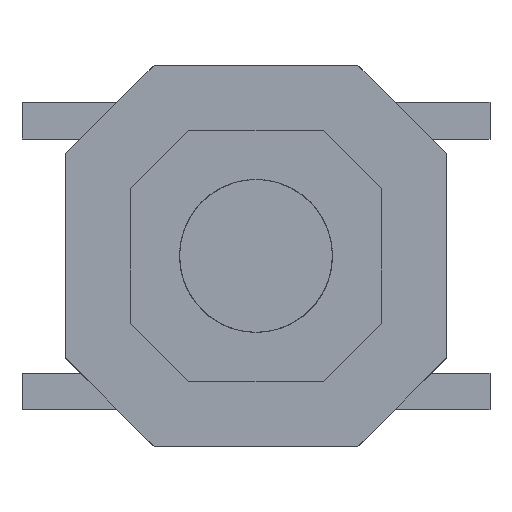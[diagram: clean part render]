
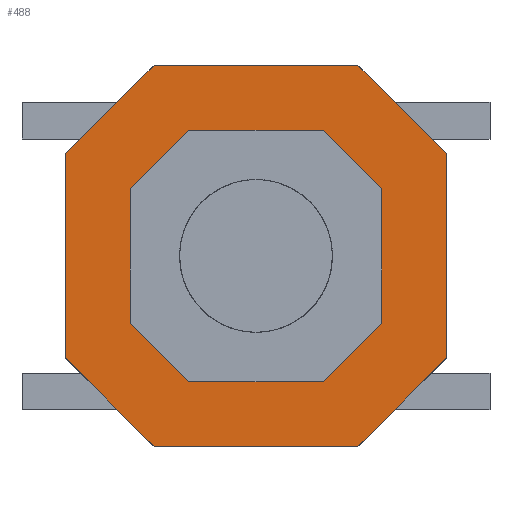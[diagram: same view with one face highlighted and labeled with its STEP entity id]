
A CAD part, top view. The second image highlights one B-rep face of the part: STEP entity #488.
In plain terms, the highlighted free-form (B-spline) face has degree [1, 1] with [2, 2] control points.
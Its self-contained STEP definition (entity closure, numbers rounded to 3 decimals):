
#488 = ADVANCED_FACE('',(#489,#547),#605,.T.);
#489 = FACE_BOUND('',#490,.T.);
#490 = EDGE_LOOP('',(#491,#500,#507,#514,#521,#528,#535,#542));
#491 = ORIENTED_EDGE('',*,*,#492,.F.);
#492 = EDGE_CURVE('',#493,#495,#497,.T.);
#493 = VERTEX_POINT('',#494);
#494 = CARTESIAN_POINT('',(-1.395,2.6,0.85));
#495 = VERTEX_POINT('',#496);
#496 = CARTESIAN_POINT('',(1.395,2.6,0.85));
#497 = B_SPLINE_CURVE_WITH_KNOTS('',1,(#498,#499),.UNSPECIFIED.,.F.,.F.,
  (2,2),(0.,1.),.PIECEWISE_BEZIER_KNOTS.);
#498 = CARTESIAN_POINT('',(-1.395,2.6,0.85));
#499 = CARTESIAN_POINT('',(1.395,2.6,0.85));
#500 = ORIENTED_EDGE('',*,*,#501,.F.);
#501 = EDGE_CURVE('',#502,#493,#504,.T.);
#502 = VERTEX_POINT('',#503);
#503 = CARTESIAN_POINT('',(-2.6,1.395,0.85));
#504 = B_SPLINE_CURVE_WITH_KNOTS('',1,(#505,#506),.UNSPECIFIED.,.F.,.F.,
  (2,2),(0.,1.),.PIECEWISE_BEZIER_KNOTS.);
#505 = CARTESIAN_POINT('',(-2.6,1.395,0.85));
#506 = CARTESIAN_POINT('',(-1.395,2.6,0.85));
#507 = ORIENTED_EDGE('',*,*,#508,.F.);
#508 = EDGE_CURVE('',#509,#502,#511,.T.);
#509 = VERTEX_POINT('',#510);
#510 = CARTESIAN_POINT('',(-2.6,-1.395,0.85));
#511 = B_SPLINE_CURVE_WITH_KNOTS('',1,(#512,#513),.UNSPECIFIED.,.F.,.F.,
  (2,2),(0.,1.),.PIECEWISE_BEZIER_KNOTS.);
#512 = CARTESIAN_POINT('',(-2.6,-1.395,0.85));
#513 = CARTESIAN_POINT('',(-2.6,1.395,0.85));
#514 = ORIENTED_EDGE('',*,*,#515,.F.);
#515 = EDGE_CURVE('',#516,#509,#518,.T.);
#516 = VERTEX_POINT('',#517);
#517 = CARTESIAN_POINT('',(-1.395,-2.6,0.85));
#518 = B_SPLINE_CURVE_WITH_KNOTS('',1,(#519,#520),.UNSPECIFIED.,.F.,.F.,
  (2,2),(0.,1.),.PIECEWISE_BEZIER_KNOTS.);
#519 = CARTESIAN_POINT('',(-1.395,-2.6,0.85));
#520 = CARTESIAN_POINT('',(-2.6,-1.395,0.85));
#521 = ORIENTED_EDGE('',*,*,#522,.F.);
#522 = EDGE_CURVE('',#523,#516,#525,.T.);
#523 = VERTEX_POINT('',#524);
#524 = CARTESIAN_POINT('',(1.395,-2.6,0.85));
#525 = B_SPLINE_CURVE_WITH_KNOTS('',1,(#526,#527),.UNSPECIFIED.,.F.,.F.,
  (2,2),(0.,1.),.PIECEWISE_BEZIER_KNOTS.);
#526 = CARTESIAN_POINT('',(1.395,-2.6,0.85));
#527 = CARTESIAN_POINT('',(-1.395,-2.6,0.85));
#528 = ORIENTED_EDGE('',*,*,#529,.F.);
#529 = EDGE_CURVE('',#530,#523,#532,.T.);
#530 = VERTEX_POINT('',#531);
#531 = CARTESIAN_POINT('',(2.6,-1.395,0.85));
#532 = B_SPLINE_CURVE_WITH_KNOTS('',1,(#533,#534),.UNSPECIFIED.,.F.,.F.,
  (2,2),(0.,1.),.PIECEWISE_BEZIER_KNOTS.);
#533 = CARTESIAN_POINT('',(2.6,-1.395,0.85));
#534 = CARTESIAN_POINT('',(1.395,-2.6,0.85));
#535 = ORIENTED_EDGE('',*,*,#536,.F.);
#536 = EDGE_CURVE('',#537,#530,#539,.T.);
#537 = VERTEX_POINT('',#538);
#538 = CARTESIAN_POINT('',(2.6,1.395,0.85));
#539 = B_SPLINE_CURVE_WITH_KNOTS('',1,(#540,#541),.UNSPECIFIED.,.F.,.F.,
  (2,2),(0.,1.),.PIECEWISE_BEZIER_KNOTS.);
#540 = CARTESIAN_POINT('',(2.6,1.395,0.85));
#541 = CARTESIAN_POINT('',(2.6,-1.395,0.85));
#542 = ORIENTED_EDGE('',*,*,#543,.F.);
#543 = EDGE_CURVE('',#495,#537,#544,.T.);
#544 = B_SPLINE_CURVE_WITH_KNOTS('',1,(#545,#546),.UNSPECIFIED.,.F.,.F.,
  (2,2),(0.,1.),.PIECEWISE_BEZIER_KNOTS.);
#545 = CARTESIAN_POINT('',(1.395,2.6,0.85));
#546 = CARTESIAN_POINT('',(2.6,1.395,0.85));
#547 = FACE_BOUND('',#548,.T.);
#548 = EDGE_LOOP('',(#549,#558,#565,#572,#579,#586,#593,#600));
#549 = ORIENTED_EDGE('',*,*,#550,.F.);
#550 = EDGE_CURVE('',#551,#553,#555,.T.);
#551 = VERTEX_POINT('',#552);
#552 = CARTESIAN_POINT('',(-0.923,-1.72,0.85));
#553 = VERTEX_POINT('',#554);
#554 = CARTESIAN_POINT('',(0.923,-1.72,0.85));
#555 = B_SPLINE_CURVE_WITH_KNOTS('',1,(#556,#557),.UNSPECIFIED.,.F.,.F.,
  (2,2),(0.,1.),.PIECEWISE_BEZIER_KNOTS.);
#556 = CARTESIAN_POINT('',(-0.923,-1.72,0.85));
#557 = CARTESIAN_POINT('',(0.923,-1.72,0.85));
#558 = ORIENTED_EDGE('',*,*,#559,.F.);
#559 = EDGE_CURVE('',#560,#551,#562,.T.);
#560 = VERTEX_POINT('',#561);
#561 = CARTESIAN_POINT('',(-1.72,-0.923,0.85));
#562 = B_SPLINE_CURVE_WITH_KNOTS('',1,(#563,#564),.UNSPECIFIED.,.F.,.F.,
  (2,2),(0.,1.),.PIECEWISE_BEZIER_KNOTS.);
#563 = CARTESIAN_POINT('',(-1.72,-0.923,0.85));
#564 = CARTESIAN_POINT('',(-0.923,-1.72,0.85));
#565 = ORIENTED_EDGE('',*,*,#566,.F.);
#566 = EDGE_CURVE('',#567,#560,#569,.T.);
#567 = VERTEX_POINT('',#568);
#568 = CARTESIAN_POINT('',(-1.72,0.923,0.85));
#569 = B_SPLINE_CURVE_WITH_KNOTS('',1,(#570,#571),.UNSPECIFIED.,.F.,.F.,
  (2,2),(0.,1.),.PIECEWISE_BEZIER_KNOTS.);
#570 = CARTESIAN_POINT('',(-1.72,0.923,0.85));
#571 = CARTESIAN_POINT('',(-1.72,-0.923,0.85));
#572 = ORIENTED_EDGE('',*,*,#573,.F.);
#573 = EDGE_CURVE('',#574,#567,#576,.T.);
#574 = VERTEX_POINT('',#575);
#575 = CARTESIAN_POINT('',(-0.923,1.72,0.85));
#576 = B_SPLINE_CURVE_WITH_KNOTS('',1,(#577,#578),.UNSPECIFIED.,.F.,.F.,
  (2,2),(0.,1.),.PIECEWISE_BEZIER_KNOTS.);
#577 = CARTESIAN_POINT('',(-0.923,1.72,0.85));
#578 = CARTESIAN_POINT('',(-1.72,0.923,0.85));
#579 = ORIENTED_EDGE('',*,*,#580,.F.);
#580 = EDGE_CURVE('',#581,#574,#583,.T.);
#581 = VERTEX_POINT('',#582);
#582 = CARTESIAN_POINT('',(0.923,1.72,0.85));
#583 = B_SPLINE_CURVE_WITH_KNOTS('',1,(#584,#585),.UNSPECIFIED.,.F.,.F.,
  (2,2),(0.,1.),.PIECEWISE_BEZIER_KNOTS.);
#584 = CARTESIAN_POINT('',(0.923,1.72,0.85));
#585 = CARTESIAN_POINT('',(-0.923,1.72,0.85));
#586 = ORIENTED_EDGE('',*,*,#587,.F.);
#587 = EDGE_CURVE('',#588,#581,#590,.T.);
#588 = VERTEX_POINT('',#589);
#589 = CARTESIAN_POINT('',(1.72,0.923,0.85));
#590 = B_SPLINE_CURVE_WITH_KNOTS('',1,(#591,#592),.UNSPECIFIED.,.F.,.F.,
  (2,2),(0.,1.),.PIECEWISE_BEZIER_KNOTS.);
#591 = CARTESIAN_POINT('',(1.72,0.923,0.85));
#592 = CARTESIAN_POINT('',(0.923,1.72,0.85));
#593 = ORIENTED_EDGE('',*,*,#594,.F.);
#594 = EDGE_CURVE('',#595,#588,#597,.T.);
#595 = VERTEX_POINT('',#596);
#596 = CARTESIAN_POINT('',(1.72,-0.923,0.85));
#597 = B_SPLINE_CURVE_WITH_KNOTS('',1,(#598,#599),.UNSPECIFIED.,.F.,.F.,
  (2,2),(0.,1.),.PIECEWISE_BEZIER_KNOTS.);
#598 = CARTESIAN_POINT('',(1.72,-0.923,0.85));
#599 = CARTESIAN_POINT('',(1.72,0.923,0.85));
#600 = ORIENTED_EDGE('',*,*,#601,.F.);
#601 = EDGE_CURVE('',#553,#595,#602,.T.);
#602 = B_SPLINE_CURVE_WITH_KNOTS('',1,(#603,#604),.UNSPECIFIED.,.F.,.F.,
  (2,2),(0.,1.),.PIECEWISE_BEZIER_KNOTS.);
#603 = CARTESIAN_POINT('',(0.923,-1.72,0.85));
#604 = CARTESIAN_POINT('',(1.72,-0.923,0.85));
#605 = B_SPLINE_SURFACE_WITH_KNOTS('',1,1,(
    (#606,#607)
    ,(#608,#609)),.UNSPECIFIED.,.F.,.F.,.F.,(2,2),(2,2),(0.,1.),(0.,1.),
  .PIECEWISE_BEZIER_KNOTS.);
#606 = CARTESIAN_POINT('',(-2.6,2.6,0.85));
#607 = CARTESIAN_POINT('',(2.6,2.6,0.85));
#608 = CARTESIAN_POINT('',(-2.6,-2.6,0.85));
#609 = CARTESIAN_POINT('',(2.6,-2.6,0.85));
